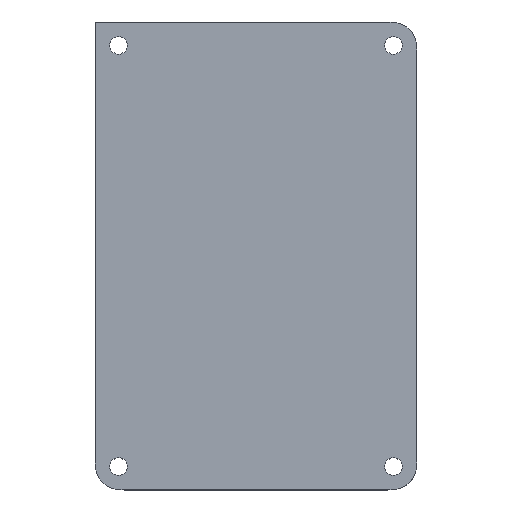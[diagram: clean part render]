
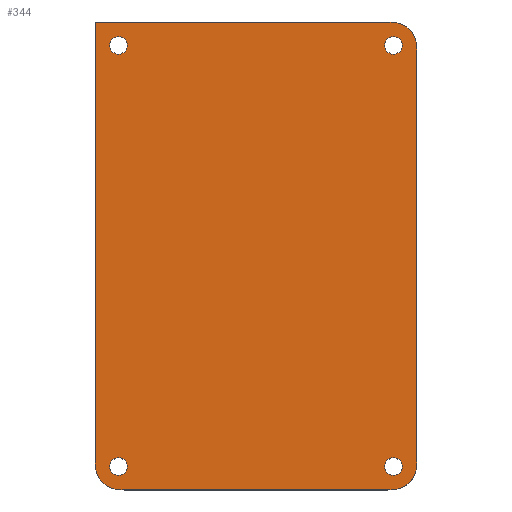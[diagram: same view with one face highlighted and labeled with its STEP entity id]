
A CAD part, top view. The second image highlights one B-rep face of the part: STEP entity #344.
In plain terms, the highlighted planar face has unit normal (0, 0, 1).
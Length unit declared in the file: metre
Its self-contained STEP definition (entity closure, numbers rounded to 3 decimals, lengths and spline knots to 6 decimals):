
#27=CIRCLE('',#382,0.0015);
#28=CIRCLE('',#383,0.0015);
#29=CIRCLE('',#384,0.0015);
#30=CIRCLE('',#385,0.0015);
#44=B_SPLINE_CURVE_WITH_KNOTS('',3,(#623,#624,#625,#626,#627,#628,#629,
#630,#631,#632,#633,#634,#635,#636,#637,#638,#639,#640,#641),
 .UNSPECIFIED.,.F.,.F.,(4,1,1,1,1,1,1,1,1,1,1,1,1,1,1,1,4),(0.,0.0625,0.125,
0.140625,0.15625,0.1875,0.25,0.375,0.5,0.625,0.75,0.8125,0.875,0.890625,
0.90625,0.9375,1.),.UNSPECIFIED.);
#45=B_SPLINE_CURVE_WITH_KNOTS('',3,(#642,#643,#644,#645,#646,#647,#648,
#649,#650,#651,#652,#653,#654,#655,#656,#657,#658,#659,#660),
 .UNSPECIFIED.,.F.,.F.,(4,1,1,1,1,1,1,1,1,1,1,1,1,1,1,1,4),(0.,0.0625,0.125,
0.140625,0.15625,0.1875,0.25,0.375,0.5,0.625,0.75,0.8125,0.875,0.890625,
0.90625,0.9375,1.),.UNSPECIFIED.);
#46=B_SPLINE_CURVE_WITH_KNOTS('',3,(#661,#662,#663,#664,#665,#666,#667,
#668,#669,#670,#671,#672,#673,#674,#675,#676,#677,#678,#679),
 .UNSPECIFIED.,.F.,.F.,(4,1,1,1,1,1,1,1,1,1,1,1,1,1,1,1,4),(0.,0.0625,0.125,
0.140625,0.15625,0.1875,0.25,0.375,0.5,0.625,0.75,0.8125,0.875,0.890625,
0.90625,0.9375,1.),.UNSPECIFIED.);
#84=ORIENTED_EDGE('',*,*,#173,.F.);
#85=ORIENTED_EDGE('',*,*,#174,.F.);
#86=ORIENTED_EDGE('',*,*,#175,.F.);
#87=ORIENTED_EDGE('',*,*,#176,.F.);
#88=ORIENTED_EDGE('',*,*,#168,.T.);
#89=ORIENTED_EDGE('',*,*,#177,.T.);
#90=ORIENTED_EDGE('',*,*,#170,.T.);
#91=ORIENTED_EDGE('',*,*,#178,.T.);
#92=ORIENTED_EDGE('',*,*,#162,.F.);
#93=ORIENTED_EDGE('',*,*,#166,.F.);
#94=ORIENTED_EDGE('',*,*,#179,.T.);
#162=EDGE_CURVE('',#209,#210,#232,.T.);
#166=EDGE_CURVE('',#211,#209,#234,.T.);
#168=EDGE_CURVE('',#213,#212,#235,.T.);
#170=EDGE_CURVE('',#214,#215,#236,.T.);
#173=EDGE_CURVE('',#216,#216,#27,.T.);
#174=EDGE_CURVE('',#217,#217,#28,.T.);
#175=EDGE_CURVE('',#218,#218,#29,.T.);
#176=EDGE_CURVE('',#219,#219,#30,.T.);
#177=EDGE_CURVE('',#212,#214,#44,.T.);
#178=EDGE_CURVE('',#215,#210,#45,.T.);
#179=EDGE_CURVE('',#211,#213,#46,.T.);
#209=VERTEX_POINT('',#576);
#210=VERTEX_POINT('',#577);
#211=VERTEX_POINT('',#588);
#212=VERTEX_POINT('',#595);
#213=VERTEX_POINT('',#597);
#214=VERTEX_POINT('',#604);
#215=VERTEX_POINT('',#605);
#216=VERTEX_POINT('',#616);
#217=VERTEX_POINT('',#618);
#218=VERTEX_POINT('',#620);
#219=VERTEX_POINT('',#622);
#232=LINE('',#575,#251);
#234=LINE('',#589,#253);
#235=LINE('',#596,#254);
#236=LINE('',#603,#255);
#251=VECTOR('',#413,1.);
#253=VECTOR('',#417,1.);
#254=VECTOR('',#420,1.);
#255=VECTOR('',#423,1.);
#274=EDGE_LOOP('',(#84));
#275=EDGE_LOOP('',(#85));
#276=EDGE_LOOP('',(#86));
#277=EDGE_LOOP('',(#87));
#278=EDGE_LOOP('',(#88,#89,#90,#91,#92,#93,#94));
#307=FACE_BOUND('',#274,.T.);
#308=FACE_BOUND('',#275,.T.);
#309=FACE_BOUND('',#276,.T.);
#310=FACE_BOUND('',#277,.T.);
#311=FACE_BOUND('',#278,.T.);
#335=PLANE('',#381);
#344=ADVANCED_FACE('',(#307,#308,#309,#310,#311),#335,.T.);
#381=AXIS2_PLACEMENT_3D('',#614,#424,#425);
#382=AXIS2_PLACEMENT_3D('',#615,#426,#427);
#383=AXIS2_PLACEMENT_3D('',#617,#428,#429);
#384=AXIS2_PLACEMENT_3D('',#619,#430,#431);
#385=AXIS2_PLACEMENT_3D('',#621,#432,#433);
#413=DIRECTION('',(1.,0.,0.));
#417=DIRECTION('',(0.,1.,0.));
#420=DIRECTION('',(1.,0.,0.));
#423=DIRECTION('',(0.,1.,0.));
#424=DIRECTION('',(0.,0.,1.));
#425=DIRECTION('',(1.,0.,0.));
#426=DIRECTION('',(0.,0.,1.));
#427=DIRECTION('',(1.,0.,0.));
#428=DIRECTION('',(0.,0.,1.));
#429=DIRECTION('',(1.,0.,0.));
#430=DIRECTION('',(0.,0.,1.));
#431=DIRECTION('',(1.,0.,0.));
#432=DIRECTION('',(0.,0.,1.));
#433=DIRECTION('',(1.,0.,0.));
#575=CARTESIAN_POINT('',(0.,0.015,0.562));
#576=CARTESIAN_POINT('',(-0.0275,0.015,0.562));
#577=CARTESIAN_POINT('',(0.0225,0.015,0.562));
#588=CARTESIAN_POINT('',(-0.0275,-0.06,0.562));
#589=CARTESIAN_POINT('',(-0.0275,-0.065,0.562));
#595=CARTESIAN_POINT('',(0.0225,-0.065,0.562));
#596=CARTESIAN_POINT('',(0.,-0.065,0.562));
#597=CARTESIAN_POINT('',(-0.0225,-0.065,0.562));
#603=CARTESIAN_POINT('',(0.0275,-0.065,0.562));
#604=CARTESIAN_POINT('',(0.0275,-0.06,0.562));
#605=CARTESIAN_POINT('',(0.0275,0.01,0.562));
#614=CARTESIAN_POINT('',(0.,-0.025,0.562));
#615=CARTESIAN_POINT('',(-0.0235,-0.061,0.562));
#616=CARTESIAN_POINT('',(-0.022,-0.061,0.562));
#617=CARTESIAN_POINT('',(0.0235,-0.061,0.562));
#618=CARTESIAN_POINT('',(0.025,-0.061,0.562));
#619=CARTESIAN_POINT('',(0.0235,0.011,0.562));
#620=CARTESIAN_POINT('',(0.025,0.011,0.562));
#621=CARTESIAN_POINT('',(-0.0235,0.011,0.562));
#622=CARTESIAN_POINT('',(-0.022,0.011,0.562));
#623=CARTESIAN_POINT('',(0.0225,-0.065,0.562));
#624=CARTESIAN_POINT('',(0.022712,-0.065,0.562));
#625=CARTESIAN_POINT('',(0.023094,-0.064994,0.562));
#626=CARTESIAN_POINT('',(0.023456,-0.064968,0.562));
#627=CARTESIAN_POINT('',(0.023634,-0.064948,0.562));
#628=CARTESIAN_POINT('',(0.02381,-0.064924,0.562));
#629=CARTESIAN_POINT('',(0.024105,-0.064872,0.562));
#630=CARTESIAN_POINT('',(0.024671,-0.064731,0.562));
#631=CARTESIAN_POINT('',(0.025496,-0.064383,0.562));
#632=CARTESIAN_POINT('',(0.026289,-0.063774,0.562));
#633=CARTESIAN_POINT('',(0.026887,-0.062982,0.562));
#634=CARTESIAN_POINT('',(0.027225,-0.062197,0.562));
#635=CARTESIAN_POINT('',(0.027394,-0.061513,0.562));
#636=CARTESIAN_POINT('',(0.027448,-0.061159,0.562));
#637=CARTESIAN_POINT('',(0.027474,-0.06088,0.562));
#638=CARTESIAN_POINT('',(0.027483,-0.06076,0.562));
#639=CARTESIAN_POINT('',(0.027496,-0.060498,0.562));
#640=CARTESIAN_POINT('',(0.0275,-0.060216,0.562));
#641=CARTESIAN_POINT('',(0.0275,-0.06,0.562));
#642=CARTESIAN_POINT('',(0.0275,0.01,0.562));
#643=CARTESIAN_POINT('',(0.0275,0.010212,0.562));
#644=CARTESIAN_POINT('',(0.027494,0.010594,0.562));
#645=CARTESIAN_POINT('',(0.027468,0.010956,0.562));
#646=CARTESIAN_POINT('',(0.027448,0.011134,0.562));
#647=CARTESIAN_POINT('',(0.027424,0.01131,0.562));
#648=CARTESIAN_POINT('',(0.027372,0.011605,0.562));
#649=CARTESIAN_POINT('',(0.027231,0.012171,0.562));
#650=CARTESIAN_POINT('',(0.026883,0.012996,0.562));
#651=CARTESIAN_POINT('',(0.026274,0.013789,0.562));
#652=CARTESIAN_POINT('',(0.025482,0.014387,0.562));
#653=CARTESIAN_POINT('',(0.024697,0.014725,0.562));
#654=CARTESIAN_POINT('',(0.024013,0.014894,0.562));
#655=CARTESIAN_POINT('',(0.023659,0.014948,0.562));
#656=CARTESIAN_POINT('',(0.02338,0.014974,0.562));
#657=CARTESIAN_POINT('',(0.02326,0.014983,0.562));
#658=CARTESIAN_POINT('',(0.022998,0.014996,0.562));
#659=CARTESIAN_POINT('',(0.022716,0.015,0.562));
#660=CARTESIAN_POINT('',(0.0225,0.015,0.562));
#661=CARTESIAN_POINT('',(-0.0275,-0.06,0.562));
#662=CARTESIAN_POINT('',(-0.0275,-0.060212,0.562));
#663=CARTESIAN_POINT('',(-0.027494,-0.060594,0.562));
#664=CARTESIAN_POINT('',(-0.027468,-0.060956,0.562));
#665=CARTESIAN_POINT('',(-0.027448,-0.061134,0.562));
#666=CARTESIAN_POINT('',(-0.027424,-0.06131,0.562));
#667=CARTESIAN_POINT('',(-0.027372,-0.061605,0.562));
#668=CARTESIAN_POINT('',(-0.027231,-0.062171,0.562));
#669=CARTESIAN_POINT('',(-0.026883,-0.062996,0.562));
#670=CARTESIAN_POINT('',(-0.026274,-0.063789,0.562));
#671=CARTESIAN_POINT('',(-0.025482,-0.064387,0.562));
#672=CARTESIAN_POINT('',(-0.024697,-0.064725,0.562));
#673=CARTESIAN_POINT('',(-0.024013,-0.064894,0.562));
#674=CARTESIAN_POINT('',(-0.023659,-0.064948,0.562));
#675=CARTESIAN_POINT('',(-0.02338,-0.064974,0.562));
#676=CARTESIAN_POINT('',(-0.02326,-0.064983,0.562));
#677=CARTESIAN_POINT('',(-0.022998,-0.064996,0.562));
#678=CARTESIAN_POINT('',(-0.022716,-0.065,0.562));
#679=CARTESIAN_POINT('',(-0.0225,-0.065,0.562));
